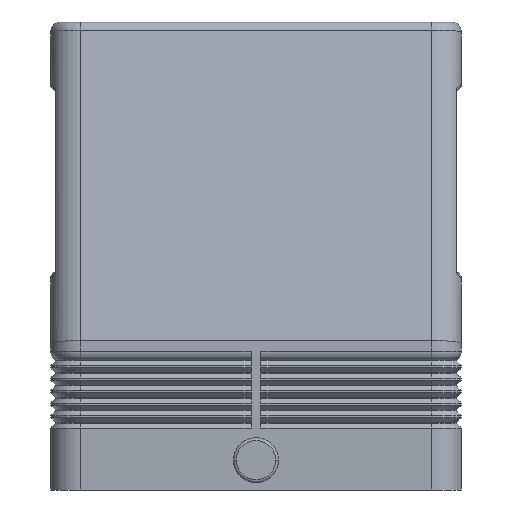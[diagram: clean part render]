
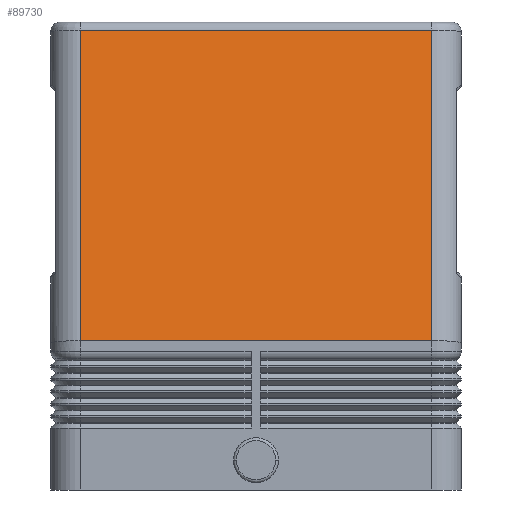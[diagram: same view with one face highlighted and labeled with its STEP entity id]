
A CAD part, left-side view. The second image highlights one B-rep face of the part: STEP entity #89730.
In plain terms, the highlighted planar face has unit normal (-0.985, 0, 0.173).
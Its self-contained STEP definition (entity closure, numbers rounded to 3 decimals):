
#5940=CARTESIAN_POINT('',(-35.791,-35.25,92.346));
#5950=VERTEX_POINT('',#5940);
#5980=CARTESIAN_POINT('',(-35.791,35.25,92.346));
#5990=DIRECTION('',(0.,-1.,0.));
#6000=VECTOR('',#5990,1.);
#6010=LINE('',#5980,#6000);
#6020=CARTESIAN_POINT('',(-35.791,35.25,92.346));
#6030=VERTEX_POINT('',#6020);
#6040=EDGE_CURVE('',#6030,#5950,#6010,.T.);
#9730=CARTESIAN_POINT('',(-46.75,-35.25,30.));
#9740=VERTEX_POINT('',#9730);
#9790=CARTESIAN_POINT('',(-35.791,-35.25,92.346));
#9800=DIRECTION('',(-0.173,0.,-0.985));
#9810=VECTOR('',#9800,1.);
#9820=LINE('',#9790,#9810);
#9830=EDGE_CURVE('',#5950,#9740,#9820,.T.);
#11620=CARTESIAN_POINT('',(-46.75,35.25,30.));
#11630=DIRECTION('',(0.173,0.,0.985));
#11640=VECTOR('',#11630,1.);
#11650=LINE('',#11620,#11640);
#11660=CARTESIAN_POINT('',(-46.75,35.25,30.));
#11670=VERTEX_POINT('',#11660);
#11680=EDGE_CURVE('',#11670,#6030,#11650,.T.);
#81670=CARTESIAN_POINT('',(-46.75,0.,30.));
#81680=DIRECTION('',(0.,1.,-0.));
#81690=VECTOR('',#81680,1.);
#81700=LINE('',#81670,#81690);
#81710=EDGE_CURVE('',#9740,#11670,#81700,.T.);
#89620=CARTESIAN_POINT('',(-47.846,-42.3,23.765));
#89630=DIRECTION('',(-0.985,0.,0.173));
#89640=DIRECTION('',(0.173,0.,0.985));
#89650=AXIS2_PLACEMENT_3D('',#89620,#89630,#89640);
#89660=PLANE('',#89650);
#89670=ORIENTED_EDGE('',*,*,#6040,.F.);
#89680=ORIENTED_EDGE('',*,*,#9830,.F.);
#89690=ORIENTED_EDGE('',*,*,#81710,.F.);
#89700=ORIENTED_EDGE('',*,*,#11680,.F.);
#89710=EDGE_LOOP('',(#89700,#89690,#89680,#89670));
#89720=FACE_OUTER_BOUND('',#89710,.T.);
#89730=ADVANCED_FACE('',(#89720),#89660,.T.);
